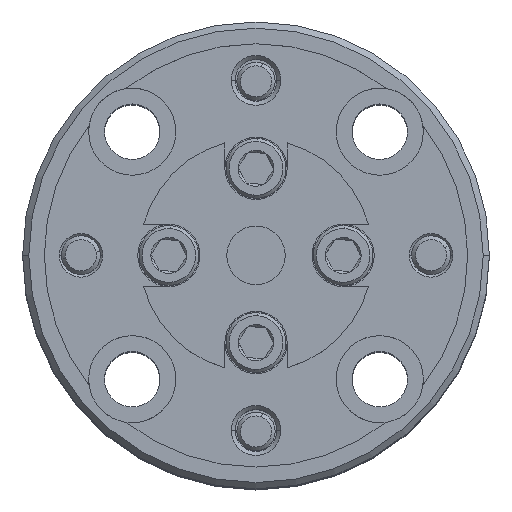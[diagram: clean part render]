
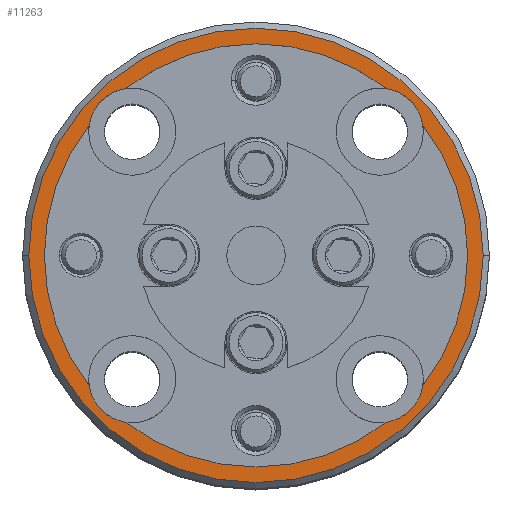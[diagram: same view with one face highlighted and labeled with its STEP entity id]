
A CAD part, top view. The second image highlights one B-rep face of the part: STEP entity #11263.
In plain terms, the highlighted planar face has unit normal (0, 0, 1).
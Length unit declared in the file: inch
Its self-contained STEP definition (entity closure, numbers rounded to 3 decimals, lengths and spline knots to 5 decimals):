
#479 = DIRECTION ( 'NONE',  ( 0., 0., 1. ) ) ;
#653 = DIRECTION ( 'NONE',  ( 0., 0., 1. ) ) ;
#798 = ORIENTED_EDGE ( 'NONE', *, *, #4687, .F. ) ;
#967 = DIRECTION ( 'NONE',  ( 0., 0., 1. ) ) ;
#1016 = CARTESIAN_POINT ( 'NONE',  ( -1.99372, 0.49524, 1.5894 ) ) ;
#1104 = CIRCLE ( 'NONE', #13133, 0.07 ) ;
#1506 = VERTEX_POINT ( 'NONE', #17879 ) ;
#1524 = DIRECTION ( 'NONE',  ( 1., 0., 0. ) ) ;
#1554 = CARTESIAN_POINT ( 'NONE',  ( -2.20278, 0.22711, 1.5894 ) ) ;
#1706 = DIRECTION ( 'NONE',  ( 1., 0., 0. ) ) ;
#2008 = DIRECTION ( 'NONE',  ( 1., 0., 0. ) ) ;
#2083 = VERTEX_POINT ( 'NONE', #4335 ) ;
#2264 = CIRCLE ( 'NONE', #8140, 0.365 ) ;
#2423 = CARTESIAN_POINT ( 'NONE',  ( -1.78466, 0.76337, 1.5894 ) ) ;
#2436 = EDGE_CURVE ( 'NONE', #5810, #7287, #1104, .T. ) ;
#2494 = VERTEX_POINT ( 'NONE', #1554 ) ;
#3151 = CIRCLE ( 'NONE', #10492, 0.34 ) ;
#3327 = CARTESIAN_POINT ( 'NONE',  ( -1.99372, 0.49524, 1.5894 ) ) ;
#3497 = CIRCLE ( 'NONE', #12312, 0.34 ) ;
#4040 = VERTEX_POINT ( 'NONE', #12897 ) ;
#4094 = DIRECTION ( 'NONE',  ( 0., 0., 1. ) ) ;
#4335 = CARTESIAN_POINT ( 'NONE',  ( -1.72559, 0.7043, 1.5894 ) ) ;
#4413 = ORIENTED_EDGE ( 'NONE', *, *, #6596, .F. ) ;
#4434 = EDGE_CURVE ( 'NONE', #7287, #6006, #3151, .T. ) ;
#4687 = EDGE_CURVE ( 'NONE', #1506, #14023, #12554, .T. ) ;
#4776 = EDGE_CURVE ( 'NONE', #14023, #13765, #11101, .T. ) ;
#4884 = CARTESIAN_POINT ( 'NONE',  ( -1.99372, 0.49524, 1.5894 ) ) ;
#4933 = ORIENTED_EDGE ( 'NONE', *, *, #13256, .T. ) ;
#5070 = CARTESIAN_POINT ( 'NONE',  ( -1.99372, 0.49524, 1.5894 ) ) ;
#5202 = CARTESIAN_POINT ( 'NONE',  ( -1.99372, 0.49524, 1.5894 ) ) ;
#5674 = EDGE_CURVE ( 'NONE', #13765, #2494, #17979, .T. ) ;
#5785 = DIRECTION ( 'NONE',  ( 1., 0., 0. ) ) ;
#5810 = VERTEX_POINT ( 'NONE', #16267 ) ;
#5847 = CARTESIAN_POINT ( 'NONE',  ( -1.99372, 0.49524, 1.5894 ) ) ;
#6006 = VERTEX_POINT ( 'NONE', #11820 ) ;
#6060 = CARTESIAN_POINT ( 'NONE',  ( -1.62872, 0.49524, 1.5894 ) ) ;
#6151 = CARTESIAN_POINT ( 'NONE',  ( -2.1926, 0.29637, 1.5894 ) ) ;
#6152 = VERTEX_POINT ( 'NONE', #2423 ) ;
#6347 = ORIENTED_EDGE ( 'NONE', *, *, #4776, .F. ) ;
#6455 = EDGE_CURVE ( 'NONE', #2494, #5810, #13928, .T. ) ;
#6592 = CIRCLE ( 'NONE', #12470, 0.07 ) ;
#6593 = CIRCLE ( 'NONE', #11897, 0.34 ) ;
#6596 = EDGE_CURVE ( 'NONE', #6152, #1506, #6593, .T. ) ;
#6793 = ORIENTED_EDGE ( 'NONE', *, *, #4434, .F. ) ;
#6881 = CARTESIAN_POINT ( 'NONE',  ( -1.79485, 0.29637, 1.5894 ) ) ;
#7004 = ORIENTED_EDGE ( 'NONE', *, *, #2436, .F. ) ;
#7281 = AXIS2_PLACEMENT_3D ( 'NONE', #5847, #7321, #1706 ) ;
#7287 = VERTEX_POINT ( 'NONE', #10014 ) ;
#7321 = DIRECTION ( 'NONE',  ( 0., 0., 1. ) ) ;
#7386 = ORIENTED_EDGE ( 'NONE', *, *, #11896, .F. ) ;
#7389 = DIRECTION ( 'NONE',  ( 1., 0., 0. ) ) ;
#7414 = DIRECTION ( 'NONE',  ( 0., 0., 1. ) ) ;
#7519 = ORIENTED_EDGE ( 'NONE', *, *, #5674, .F. ) ;
#7532 = CARTESIAN_POINT ( 'NONE',  ( -1.99372, 0.49524, 1.5894 ) ) ;
#7603 = DIRECTION ( 'NONE',  ( 1., 0., 0. ) ) ;
#7807 = DIRECTION ( 'NONE',  ( 0., 0., 1. ) ) ;
#7965 = PLANE ( 'NONE',  #16556 ) ;
#8015 = DIRECTION ( 'NONE',  ( 0., 0., 1. ) ) ;
#8140 = AXIS2_PLACEMENT_3D ( 'NONE', #1016, #653, #13441 ) ;
#8414 = EDGE_LOOP ( 'NONE', ( #798, #4413, #7386, #9581, #6793, #7004, #12522, #7519, #6347 ) ) ;
#8982 = CARTESIAN_POINT ( 'NONE',  ( -1.79485, 0.69412, 1.5894 ) ) ;
#9037 = DIRECTION ( 'NONE',  ( 1., 0., 0. ) ) ;
#9581 = ORIENTED_EDGE ( 'NONE', *, *, #18202, .F. ) ;
#10014 = CARTESIAN_POINT ( 'NONE',  ( -1.72559, 0.28618, 1.5894 ) ) ;
#10157 = AXIS2_PLACEMENT_3D ( 'NONE', #7532, #7807, #2008 ) ;
#10240 = DIRECTION ( 'NONE',  ( 0., 0., 1. ) ) ;
#10356 = DIRECTION ( 'NONE',  ( 0., 0., 1. ) ) ;
#10460 = CIRCLE ( 'NONE', #10157, 0.365 ) ;
#10492 = AXIS2_PLACEMENT_3D ( 'NONE', #14400, #10356, #17169 ) ;
#11097 = CARTESIAN_POINT ( 'NONE',  ( -2.1926, 0.69412, 1.5894 ) ) ;
#11101 = CIRCLE ( 'NONE', #7281, 0.34 ) ;
#11263 = ADVANCED_FACE ( 'NONE', ( #12291, #17889 ), #7965, .T. ) ;
#11768 = DIRECTION ( 'NONE',  ( 0., 0., 1. ) ) ;
#11820 = CARTESIAN_POINT ( 'NONE',  ( -1.65372, 0.49524, 1.5894 ) ) ;
#11839 = ORIENTED_EDGE ( 'NONE', *, *, #14049, .T. ) ;
#11896 = EDGE_CURVE ( 'NONE', #2083, #6152, #6592, .T. ) ;
#11897 = AXIS2_PLACEMENT_3D ( 'NONE', #5070, #8015, #16469 ) ;
#12291 = FACE_OUTER_BOUND ( 'NONE', #15716, .T. ) ;
#12312 = AXIS2_PLACEMENT_3D ( 'NONE', #4884, #479, #9037 ) ;
#12470 = AXIS2_PLACEMENT_3D ( 'NONE', #8982, #7414, #7603 ) ;
#12522 = ORIENTED_EDGE ( 'NONE', *, *, #6455, .F. ) ;
#12554 = CIRCLE ( 'NONE', #16955, 0.07 ) ;
#12897 = CARTESIAN_POINT ( 'NONE',  ( -2.35872, 0.49524, 1.5894 ) ) ;
#13133 = AXIS2_PLACEMENT_3D ( 'NONE', #6881, #16727, #5785 ) ;
#13174 = VERTEX_POINT ( 'NONE', #6060 ) ;
#13256 = EDGE_CURVE ( 'NONE', #13174, #4040, #10460, .T. ) ;
#13441 = DIRECTION ( 'NONE',  ( 1., 0., 0. ) ) ;
#13565 = AXIS2_PLACEMENT_3D ( 'NONE', #6151, #11768, #17371 ) ;
#13756 = DIRECTION ( 'NONE',  ( 1., 0., 0. ) ) ;
#13765 = VERTEX_POINT ( 'NONE', #13822 ) ;
#13822 = CARTESIAN_POINT ( 'NONE',  ( -2.26185, 0.28618, 1.5894 ) ) ;
#13928 = CIRCLE ( 'NONE', #17447, 0.34 ) ;
#14023 = VERTEX_POINT ( 'NONE', #16290 ) ;
#14049 = EDGE_CURVE ( 'NONE', #4040, #13174, #2264, .T. ) ;
#14400 = CARTESIAN_POINT ( 'NONE',  ( -1.99372, 0.49524, 1.5894 ) ) ;
#15716 = EDGE_LOOP ( 'NONE', ( #11839, #4933 ) ) ;
#16267 = CARTESIAN_POINT ( 'NONE',  ( -1.78466, 0.22711, 1.5894 ) ) ;
#16290 = CARTESIAN_POINT ( 'NONE',  ( -2.26185, 0.7043, 1.5894 ) ) ;
#16469 = DIRECTION ( 'NONE',  ( 1., 0., 0. ) ) ;
#16556 = AXIS2_PLACEMENT_3D ( 'NONE', #5202, #967, #13756 ) ;
#16727 = DIRECTION ( 'NONE',  ( 0., 0., 1. ) ) ;
#16955 = AXIS2_PLACEMENT_3D ( 'NONE', #11097, #4094, #1524 ) ;
#17169 = DIRECTION ( 'NONE',  ( 1., 0., 0. ) ) ;
#17371 = DIRECTION ( 'NONE',  ( 1., 0., 0. ) ) ;
#17447 = AXIS2_PLACEMENT_3D ( 'NONE', #3327, #10240, #7389 ) ;
#17879 = CARTESIAN_POINT ( 'NONE',  ( -2.20278, 0.76337, 1.5894 ) ) ;
#17889 = FACE_BOUND ( 'NONE', #8414, .T. ) ;
#17979 = CIRCLE ( 'NONE', #13565, 0.07 ) ;
#18202 = EDGE_CURVE ( 'NONE', #6006, #2083, #3497, .T. ) ;
